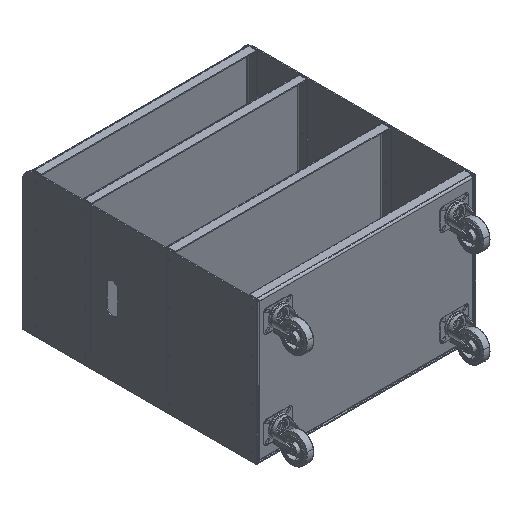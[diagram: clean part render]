
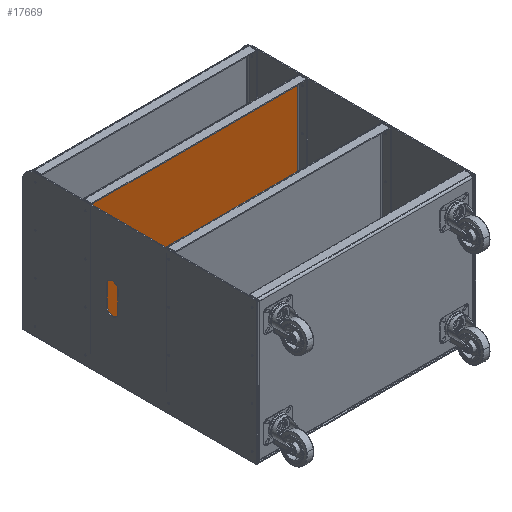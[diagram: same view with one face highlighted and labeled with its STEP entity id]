
A CAD part, isometric view. The second image highlights one B-rep face of the part: STEP entity #17669.
In plain terms, the highlighted face is planar.
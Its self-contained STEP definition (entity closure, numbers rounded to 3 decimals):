
#94 = CARTESIAN_POINT ( 'NONE',  ( -392.774, 0., 255.877 ) ) ;
#326 = EDGE_CURVE ( 'NONE', #16953, #18301, #7535, .T. ) ;
#584 = CARTESIAN_POINT ( 'NONE',  ( 392.738, 0., 252.738 ) ) ;
#715 = EDGE_CURVE ( 'NONE', #16521, #2221, #1069, .T. ) ;
#847 = EDGE_CURVE ( 'NONE', #22721, #22467, #13139, .T. ) ;
#1069 = CIRCLE ( 'NONE', #14690, 0.05 ) ;
#1087 = EDGE_CURVE ( 'NONE', #1144, #16953, #8363, .T. ) ;
#1144 = VERTEX_POINT ( 'NONE', #11212 ) ;
#2221 = VERTEX_POINT ( 'NONE', #21766 ) ;
#2464 = DIRECTION ( 'NONE',  ( 0., -1., 0. ) ) ;
#2569 = CARTESIAN_POINT ( 'NONE',  ( 395.877, 0., 252.774 ) ) ;
#2678 = DIRECTION ( 'NONE',  ( 0., 0., -1. ) ) ;
#2693 = ORIENTED_EDGE ( 'NONE', *, *, #15081, .T. ) ;
#4580 = CIRCLE ( 'NONE', #15703, 0.05 ) ;
#5045 = CARTESIAN_POINT ( 'NONE',  ( 0., 0., 0. ) ) ;
#5420 = CARTESIAN_POINT ( 'NONE',  ( 392.738, 0., 252.738 ) ) ;
#5629 = EDGE_CURVE ( 'NONE', #1144, #2221, #12729, .T. ) ;
#5760 = CARTESIAN_POINT ( 'NONE',  ( 392.774, 0., -252.703 ) ) ;
#5949 = DIRECTION ( 'NONE',  ( 0., 0., -1. ) ) ;
#7148 = DIRECTION ( 'NONE',  ( 0., 0., 1. ) ) ;
#7525 = DIRECTION ( 'NONE',  ( 0., -1., 0. ) ) ;
#7535 = CIRCLE ( 'NONE', #22359, 0.05 ) ;
#7732 = ORIENTED_EDGE ( 'NONE', *, *, #21244, .T. ) ;
#7930 = DIRECTION ( 'NONE',  ( 0., -1., 0. ) ) ;
#8355 = VECTOR ( 'NONE', #17852, 1000. ) ;
#8363 = CIRCLE ( 'NONE', #18168, 0.05 ) ;
#8367 = VECTOR ( 'NONE', #8781, 1000. ) ;
#8452 = ORIENTED_EDGE ( 'NONE', *, *, #326, .T. ) ;
#8643 = AXIS2_PLACEMENT_3D ( 'NONE', #5045, #21248, #7148 ) ;
#8781 = DIRECTION ( 'NONE',  ( 1., 0., 0. ) ) ;
#8857 = CARTESIAN_POINT ( 'NONE',  ( 392.774, 0., -255.877 ) ) ;
#9104 = VERTEX_POINT ( 'NONE', #23161 ) ;
#9484 = ORIENTED_EDGE ( 'NONE', *, *, #1087, .T. ) ;
#10175 = ORIENTED_EDGE ( 'NONE', *, *, #847, .F. ) ;
#10355 = LINE ( 'NONE', #12182, #8367 ) ;
#10524 = DIRECTION ( 'NONE',  ( 0., -1., 0. ) ) ;
#10557 = AXIS2_PLACEMENT_3D ( 'NONE', #21299, #10524, #12336 ) ;
#11010 = ORIENTED_EDGE ( 'NONE', *, *, #12188, .F. ) ;
#11029 = VERTEX_POINT ( 'NONE', #17309 ) ;
#11212 = CARTESIAN_POINT ( 'NONE',  ( -392.774, 0., 252.703 ) ) ;
#11239 = CARTESIAN_POINT ( 'NONE',  ( -392.738, 0., -252.738 ) ) ;
#11656 = DIRECTION ( 'NONE',  ( 0., -1., 0. ) ) ;
#11856 = DIRECTION ( 'NONE',  ( -1., 0., 0. ) ) ;
#11918 = ORIENTED_EDGE ( 'NONE', *, *, #5629, .F. ) ;
#12148 = ORIENTED_EDGE ( 'NONE', *, *, #18005, .F. ) ;
#12182 = CARTESIAN_POINT ( 'NONE',  ( -395.877, 0., -252.774 ) ) ;
#12188 = EDGE_CURVE ( 'NONE', #16521, #9104, #10355, .T. ) ;
#12309 = AXIS2_PLACEMENT_3D ( 'NONE', #584, #11656, #16869 ) ;
#12336 = DIRECTION ( 'NONE',  ( 0., 0., -1. ) ) ;
#12729 = LINE ( 'NONE', #94, #19793 ) ;
#13139 = LINE ( 'NONE', #8857, #8355 ) ;
#13318 = CARTESIAN_POINT ( 'NONE',  ( -392.738, 0., 252.738 ) ) ;
#13898 = CARTESIAN_POINT ( 'NONE',  ( 392.738, 0., 252.688 ) ) ;
#14009 = FACE_OUTER_BOUND ( 'NONE', #15469, .T. ) ;
#14233 = CARTESIAN_POINT ( 'NONE',  ( -392.703, 0., -252.774 ) ) ;
#14690 = AXIS2_PLACEMENT_3D ( 'NONE', #11239, #7525, #21927 ) ;
#15081 = EDGE_CURVE ( 'NONE', #15419, #22467, #4580, .T. ) ;
#15247 = VECTOR ( 'NONE', #11856, 1000. ) ;
#15419 = VERTEX_POINT ( 'NONE', #13898 ) ;
#15465 = ORIENTED_EDGE ( 'NONE', *, *, #715, .T. ) ;
#15469 = EDGE_LOOP ( 'NONE', ( #11918, #9484, #8452, #12148, #21611, #2693, #10175, #7732, #11010, #15465 ) ) ;
#15703 = AXIS2_PLACEMENT_3D ( 'NONE', #5420, #18000, #18079 ) ;
#16070 = PLANE ( 'NONE',  #8643 ) ;
#16292 = DIRECTION ( 'NONE',  ( 0., 0., -1. ) ) ;
#16521 = VERTEX_POINT ( 'NONE', #14233 ) ;
#16697 = LINE ( 'NONE', #2569, #15247 ) ;
#16869 = DIRECTION ( 'NONE',  ( 0., 0., -1. ) ) ;
#16953 = VERTEX_POINT ( 'NONE', #19390 ) ;
#17309 = CARTESIAN_POINT ( 'NONE',  ( 392.703, 0., 252.774 ) ) ;
#17414 = CIRCLE ( 'NONE', #10557, 0.05 ) ;
#17669 = ADVANCED_FACE ( 'NONE', ( #14009 ), #16070, .T. ) ;
#17852 = DIRECTION ( 'NONE',  ( 0., 0., 1. ) ) ;
#18000 = DIRECTION ( 'NONE',  ( 0., -1., 0. ) ) ;
#18005 = EDGE_CURVE ( 'NONE', #11029, #18301, #16697, .T. ) ;
#18079 = DIRECTION ( 'NONE',  ( 0., 0., -1. ) ) ;
#18168 = AXIS2_PLACEMENT_3D ( 'NONE', #13318, #2464, #5949 ) ;
#18301 = VERTEX_POINT ( 'NONE', #23116 ) ;
#18388 = CIRCLE ( 'NONE', #12309, 0.05 ) ;
#18727 = CARTESIAN_POINT ( 'NONE',  ( -392.738, 0., 252.738 ) ) ;
#19083 = EDGE_CURVE ( 'NONE', #11029, #15419, #18388, .T. ) ;
#19255 = CARTESIAN_POINT ( 'NONE',  ( 392.774, 0., 252.703 ) ) ;
#19390 = CARTESIAN_POINT ( 'NONE',  ( -392.738, 0., 252.688 ) ) ;
#19793 = VECTOR ( 'NONE', #16292, 1000. ) ;
#21244 = EDGE_CURVE ( 'NONE', #22721, #9104, #17414, .T. ) ;
#21248 = DIRECTION ( 'NONE',  ( 0., 1., 0. ) ) ;
#21299 = CARTESIAN_POINT ( 'NONE',  ( 392.738, 0., -252.738 ) ) ;
#21611 = ORIENTED_EDGE ( 'NONE', *, *, #19083, .T. ) ;
#21766 = CARTESIAN_POINT ( 'NONE',  ( -392.774, 0., -252.703 ) ) ;
#21927 = DIRECTION ( 'NONE',  ( 0., 0., -1. ) ) ;
#22359 = AXIS2_PLACEMENT_3D ( 'NONE', #18727, #7930, #2678 ) ;
#22467 = VERTEX_POINT ( 'NONE', #19255 ) ;
#22721 = VERTEX_POINT ( 'NONE', #5760 ) ;
#23116 = CARTESIAN_POINT ( 'NONE',  ( -392.703, 0., 252.774 ) ) ;
#23161 = CARTESIAN_POINT ( 'NONE',  ( 392.703, 0., -252.774 ) ) ;
